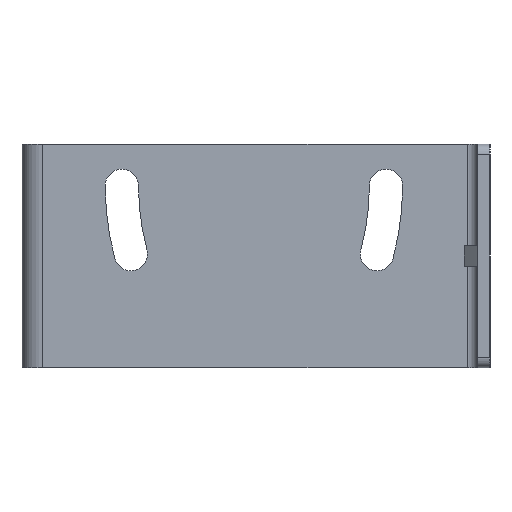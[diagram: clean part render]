
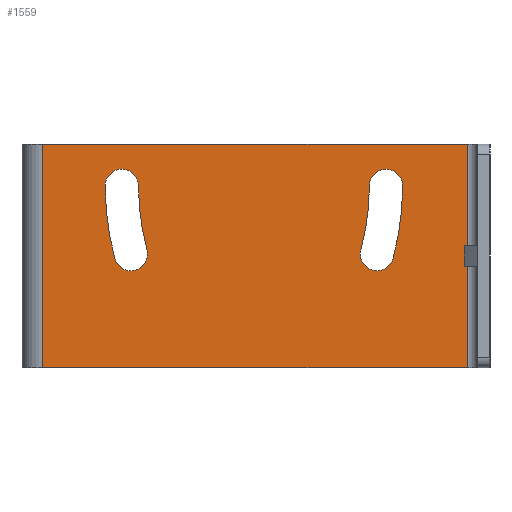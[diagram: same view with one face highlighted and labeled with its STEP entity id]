
A CAD part, left-side view. The second image highlights one B-rep face of the part: STEP entity #1559.
In plain terms, the highlighted planar face has unit normal (-1, 0, 0).
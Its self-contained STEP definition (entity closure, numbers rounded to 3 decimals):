
#15=DIRECTION('',(0.,-1.,0.));
#16=VECTOR('',#15,40.8);
#17=CARTESIAN_POINT('',(-7.2,43.,-10.75));
#18=LINE('',#17,#16);
#229=CARTESIAN_POINT('',(-7.2,35.4,6.75));
#230=DIRECTION('',(1.,0.,0.));
#231=DIRECTION('',(0.,1.,0.));
#232=AXIS2_PLACEMENT_3D('',#229,#230,#231);
#234=CARTESIAN_POINT('',(-7.2,10.,6.75));
#235=DIRECTION('',(1.,0.,0.));
#236=DIRECTION('',(0.,0.966,-0.259));
#237=AXIS2_PLACEMENT_3D('',#234,#235,#236);
#239=CARTESIAN_POINT('',(-7.2,34.535,0.176));
#240=DIRECTION('',(1.,0.,0.));
#241=DIRECTION('',(0.,-0.966,0.259));
#242=AXIS2_PLACEMENT_3D('',#239,#240,#241);
#244=CARTESIAN_POINT('',(-7.2,10.,6.75));
#245=DIRECTION('',(1.,0.,0.));
#246=DIRECTION('',(0.,0.966,-0.259));
#247=AXIS2_PLACEMENT_3D('',#244,#245,#246);
#249=CARTESIAN_POINT('',(-7.2,10.,6.75));
#250=DIRECTION('',(1.,0.,0.));
#251=DIRECTION('',(0.,1.,0.));
#252=AXIS2_PLACEMENT_3D('',#249,#250,#251);
#254=CARTESIAN_POINT('',(-7.2,35.4,6.75));
#255=DIRECTION('',(1.,0.,0.));
#256=DIRECTION('',(0.,-1.,0.));
#257=AXIS2_PLACEMENT_3D('',#254,#255,#256);
#259=CARTESIAN_POINT('',(-7.2,10.865,0.176));
#260=DIRECTION('',(1.,0.,0.));
#261=DIRECTION('',(0.,-0.966,-0.259));
#262=AXIS2_PLACEMENT_3D('',#259,#260,#261);
#264=CARTESIAN_POINT('',(-7.2,35.4,6.75));
#265=DIRECTION('',(1.,0.,0.));
#266=DIRECTION('',(0.,-1.,0.));
#267=AXIS2_PLACEMENT_3D('',#264,#265,#266);
#269=DIRECTION('',(0.,1.,0.));
#270=VECTOR('',#269,0.3);
#271=CARTESIAN_POINT('',(-7.2,2.2,-1.));
#272=LINE('',#271,#270);
#273=DIRECTION('',(0.,0.,1.));
#274=VECTOR('',#273,9.75);
#275=CARTESIAN_POINT('',(-7.2,2.2,-10.75));
#276=LINE('',#275,#274);
#277=DIRECTION('',(0.,0.,-1.));
#278=VECTOR('',#277,21.5);
#279=CARTESIAN_POINT('',(-7.2,43.,10.75));
#280=LINE('',#279,#278);
#281=DIRECTION('',(0.,0.,1.));
#282=VECTOR('',#281,9.75);
#283=CARTESIAN_POINT('',(-7.2,2.2,1.));
#284=LINE('',#283,#282);
#285=DIRECTION('',(0.,1.,0.));
#286=VECTOR('',#285,0.3);
#287=CARTESIAN_POINT('',(-7.2,2.2,1.));
#288=LINE('',#287,#286);
#289=DIRECTION('',(0.,0.,1.));
#290=VECTOR('',#289,2.);
#291=CARTESIAN_POINT('',(-7.2,2.5,-1.));
#292=LINE('',#291,#290);
#612=DIRECTION('',(0.,-1.,0.));
#613=VECTOR('',#612,40.8);
#614=CARTESIAN_POINT('',(-7.2,43.,10.75));
#615=LINE('',#614,#613);
#1025=CARTESIAN_POINT('',(-7.2,37.,6.75));
#1026=CARTESIAN_POINT('',(-7.2,33.8,6.75));
#1027=VERTEX_POINT('',#1025);
#1028=VERTEX_POINT('',#1026);
#1029=CARTESIAN_POINT('',(-7.2,11.6,6.75));
#1030=CARTESIAN_POINT('',(-7.2,8.4,6.75));
#1031=VERTEX_POINT('',#1029);
#1032=VERTEX_POINT('',#1030);
#1125=CARTESIAN_POINT('',(-7.2,2.2,-10.75));
#1126=VERTEX_POINT('',#1125);
#1127=CARTESIAN_POINT('',(-7.2,2.2,10.75));
#1128=VERTEX_POINT('',#1127);
#1137=CARTESIAN_POINT('',(-7.2,43.,-10.75));
#1139=VERTEX_POINT('',#1137);
#1143=CARTESIAN_POINT('',(-7.2,43.,10.75));
#1144=VERTEX_POINT('',#1143);
#1201=CARTESIAN_POINT('',(-7.2,32.989,0.59));
#1202=VERTEX_POINT('',#1201);
#1203=CARTESIAN_POINT('',(-7.2,36.08,-0.238));
#1204=VERTEX_POINT('',#1203);
#1205=CARTESIAN_POINT('',(-7.2,9.32,-0.238));
#1206=VERTEX_POINT('',#1205);
#1207=CARTESIAN_POINT('',(-7.2,12.411,0.59));
#1208=VERTEX_POINT('',#1207);
#1257=CARTESIAN_POINT('',(-7.2,2.2,-1.));
#1258=CARTESIAN_POINT('',(-7.2,2.5,-1.));
#1259=VERTEX_POINT('',#1257);
#1260=VERTEX_POINT('',#1258);
#1261=CARTESIAN_POINT('',(-7.2,2.2,1.));
#1262=CARTESIAN_POINT('',(-7.2,2.5,1.));
#1263=VERTEX_POINT('',#1261);
#1264=VERTEX_POINT('',#1262);
#1519=CARTESIAN_POINT('',(-7.2,45.,-10.75));
#1520=DIRECTION('',(-1.,0.,0.));
#1521=DIRECTION('',(0.,-1.,0.));
#1522=AXIS2_PLACEMENT_3D('',#1519,#1520,#1521);
#1523=PLANE('',#1522);
#1525=ORIENTED_EDGE('',*,*,#1524,.F.);
#1527=ORIENTED_EDGE('',*,*,#1526,.F.);
#1528=ORIENTED_EDGE('',*,*,#1316,.F.);
#1530=ORIENTED_EDGE('',*,*,#1529,.F.);
#1532=ORIENTED_EDGE('',*,*,#1531,.T.);
#1534=ORIENTED_EDGE('',*,*,#1533,.F.);
#1536=ORIENTED_EDGE('',*,*,#1535,.T.);
#1538=ORIENTED_EDGE('',*,*,#1537,.F.);
#1539=EDGE_LOOP('',(#1525,#1527,#1528,#1530,#1532,#1534,#1536,#1538));
#1540=FACE_OUTER_BOUND('',#1539,.F.);
#1541=ORIENTED_EDGE('',*,*,#1419,.F.);
#1543=ORIENTED_EDGE('',*,*,#1542,.F.);
#1545=ORIENTED_EDGE('',*,*,#1544,.F.);
#1546=ORIENTED_EDGE('',*,*,#1498,.T.);
#1547=EDGE_LOOP('',(#1541,#1543,#1545,#1546));
#1548=FACE_BOUND('',#1547,.F.);
#1550=ORIENTED_EDGE('',*,*,#1549,.F.);
#1552=ORIENTED_EDGE('',*,*,#1551,.T.);
#1554=ORIENTED_EDGE('',*,*,#1553,.F.);
#1556=ORIENTED_EDGE('',*,*,#1555,.F.);
#1557=EDGE_LOOP('',(#1550,#1552,#1554,#1556));
#1558=FACE_BOUND('',#1557,.F.);
#1559=ADVANCED_FACE('',(#1540,#1548,#1558),#1523,.T.);
#233=CIRCLE('',#232,1.6);
#238=CIRCLE('',#237,27.);
#243=CIRCLE('',#242,1.6);
#248=CIRCLE('',#247,23.8);
#253=CIRCLE('',#252,1.6);
#258=CIRCLE('',#257,23.8);
#263=CIRCLE('',#262,1.6);
#268=CIRCLE('',#267,27.);
#1316=EDGE_CURVE('',#1139,#1126,#18,.T.);
#1419=EDGE_CURVE('',#1027,#1028,#233,.T.);
#1498=EDGE_CURVE('',#1202,#1028,#248,.T.);
#1524=EDGE_CURVE('',#1259,#1260,#272,.T.);
#1526=EDGE_CURVE('',#1126,#1259,#276,.T.);
#1529=EDGE_CURVE('',#1144,#1139,#280,.T.);
#1531=EDGE_CURVE('',#1144,#1128,#615,.T.);
#1533=EDGE_CURVE('',#1263,#1128,#284,.T.);
#1535=EDGE_CURVE('',#1263,#1264,#288,.T.);
#1537=EDGE_CURVE('',#1260,#1264,#292,.T.);
#1542=EDGE_CURVE('',#1204,#1027,#238,.T.);
#1544=EDGE_CURVE('',#1202,#1204,#243,.T.);
#1549=EDGE_CURVE('',#1031,#1032,#253,.T.);
#1551=EDGE_CURVE('',#1031,#1208,#258,.T.);
#1553=EDGE_CURVE('',#1206,#1208,#263,.T.);
#1555=EDGE_CURVE('',#1032,#1206,#268,.T.);
